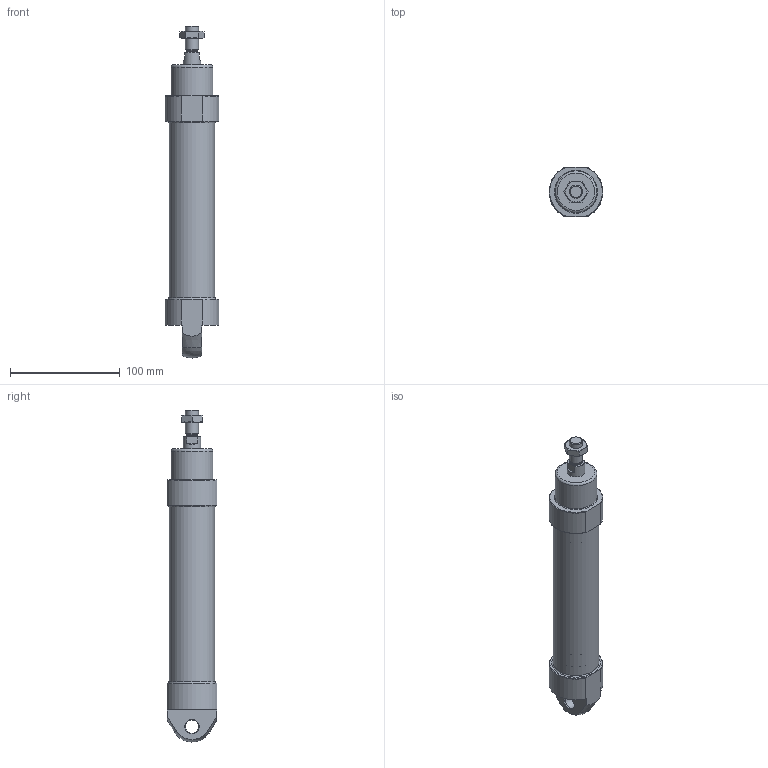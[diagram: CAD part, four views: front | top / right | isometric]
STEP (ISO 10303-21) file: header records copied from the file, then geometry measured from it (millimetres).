
FILE_DESCRIPTION(/* description */ ('STEP AP214'),/* implementation_level */ '2;1');
FILE_NAME(/* name */ '8073983_CRDSNU-B-40-125-PPS-A-MG-A1',/* time_stamp */ '2024-08-08T17:56:33+02:00',/* author */ ('License CC BY-ND 4.0'),/* organization */ ('CADENAS'),/* preprocessor_version */ 'ST-DEVELOPER v19.3',/* originating_system */ 'PARTsolutions',/* authorisation */ ' ');
FILE_SCHEMA (('AUTOMOTIVE_DESIGN {1 0 10303 214 3 1 1}'));
Length unit declared in the file: millimetre
Products named in the file (4): 8073983 CRDSNU-B-40-125-PPS-A-MG-A1---(0); CRDSNU-B-40-PPS-MG-A1---(125)ZR; CRDSNU-B 40---(125)K; DIN-439-B - M12x1.25(F)
Assembly tree (3 placements, depth 2):
  8073983 CRDSNU-B-40-125-PPS-A-MG-A1---(0)
    CRDSNU-B-40-PPS-MG-A1---(125)ZR
    CRDSNU-B 40---(125)K
    DIN-439-B - M12x1.25(F)
Bounding box: 49 x 45 x 302.6 mm (x, y, z)
Volume: 225916.2 mm3; surface area: 78856.6 mm2
Topology: 3 solids, 3 shells, 80 faces, 182 edges, 116 vertices
Faces by surface type: plane 32, cylinder 18, cone 17, torus 12, sphere 1
Full cylindrical faces by diameter (mm): 10.2 x1, 10.647 x1, 11.445 x2, 12 x2, 16 x2, 38 x1, 40 x2, 41.6 x1
Entity records: 2276 total; most frequent: CARTESIAN_POINT 533, DIRECTION 342, ORIENTED_EDGE 294, AXIS2_PLACEMENT_3D 153, EDGE_CURVE 147, FACE_BOUND 125, EDGE_LOOP 124, VERTEX_POINT 112
